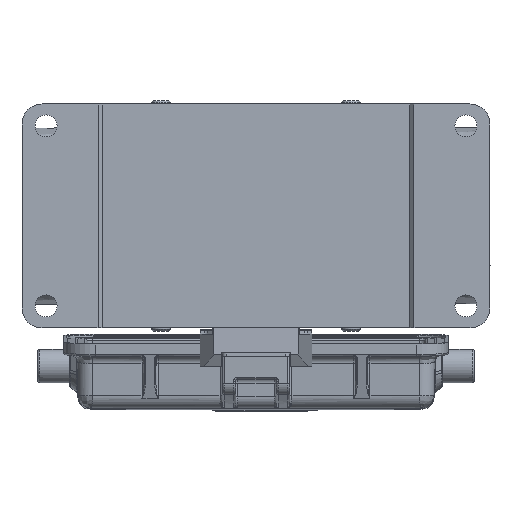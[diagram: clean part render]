
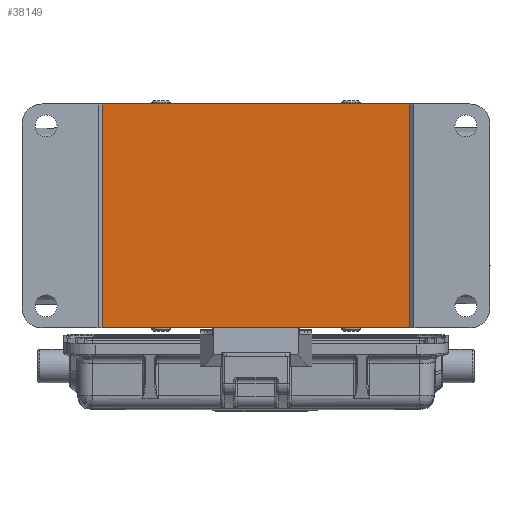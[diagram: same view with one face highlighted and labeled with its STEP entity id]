
A CAD part, front view. The second image highlights one B-rep face of the part: STEP entity #38149.
In plain terms, the highlighted planar face has unit normal (0, -1, 0).
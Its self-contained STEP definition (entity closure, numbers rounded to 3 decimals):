
#2938 = LINE ( 'NONE', #2939, #36187 ) ;
#2939 = CARTESIAN_POINT ( 'NONE',  ( 38.5, -23., 33.6 ) ) ;
#2940 = DIRECTION ( 'NONE',  ( 0., 0., 1. ) ) ;
#2941 = LINE ( 'NONE', #2942, #36181 ) ;
#2942 = CARTESIAN_POINT ( 'NONE',  ( 58.5, -23., -28. ) ) ;
#2943 = DIRECTION ( 'NONE',  ( -1., 0., 0. ) ) ;
#2944 = LINE ( 'NONE', #2945, #36211 ) ;
#2945 = CARTESIAN_POINT ( 'NONE',  ( -58.5, -23., 28. ) ) ;
#2946 = DIRECTION ( 'NONE',  ( 1., 0., 0. ) ) ;
#2947 = LINE ( 'NONE', #2948, #36198 ) ;
#2948 = CARTESIAN_POINT ( 'NONE',  ( -38.5, -23., 33.6 ) ) ;
#2949 = DIRECTION ( 'NONE',  ( 0., 0., -1. ) ) ;
#16162 = FACE_OUTER_BOUND ( 'NONE', #39077, .T. ) ;
#16166 = AXIS2_PLACEMENT_3D ( 'NONE', #17251, #17252, #17254 ) ;
#17249 = PLANE ( 'NONE',  #16166 ) ;
#17251 = CARTESIAN_POINT ( 'NONE',  ( 38.5, -23., 33.6 ) ) ;
#17252 = DIRECTION ( 'NONE',  ( 0., 1., 0. ) ) ;
#17254 = DIRECTION ( 'NONE',  ( 0., 0., 1. ) ) ;
#32466 = CARTESIAN_POINT ( 'NONE',  ( 38.5, -23., -28. ) ) ;
#32467 = CARTESIAN_POINT ( 'NONE',  ( -38.5, -23., -28. ) ) ;
#32468 = CARTESIAN_POINT ( 'NONE',  ( 38.5, -23., 28. ) ) ;
#32470 = CARTESIAN_POINT ( 'NONE',  ( -38.5, -23., 28. ) ) ;
#34310 = ORIENTED_EDGE ( 'NONE', *, *, #36919, .F. ) ;
#34311 = ORIENTED_EDGE ( 'NONE', *, *, #36920, .F. ) ;
#34312 = ORIENTED_EDGE ( 'NONE', *, *, #36918, .T. ) ;
#34313 = ORIENTED_EDGE ( 'NONE', *, *, #36921, .T. ) ;
#36181 = VECTOR ( 'NONE', #2943, 1000. ) ;
#36187 = VECTOR ( 'NONE', #2940, 1000. ) ;
#36198 = VECTOR ( 'NONE', #2949, 1000. ) ;
#36211 = VECTOR ( 'NONE', #2946, 1000. ) ;
#36918 = EDGE_CURVE ( 'NONE', #48467, #48472, #2938, .T. ) ;
#36919 = EDGE_CURVE ( 'NONE', #48467, #48468, #2941, .T. ) ;
#36920 = EDGE_CURVE ( 'NONE', #48474, #48472, #2944, .T. ) ;
#36921 = EDGE_CURVE ( 'NONE', #48474, #48468, #2947, .T. ) ;
#38149 = ADVANCED_FACE ( 'NONE', ( #16162 ), #17249, .F. ) ;
#39077 = EDGE_LOOP ( 'NONE', ( #34310, #34312, #34311, #34313 ) ) ;
#48467 = VERTEX_POINT ( 'NONE', #32466 ) ;
#48468 = VERTEX_POINT ( 'NONE', #32467 ) ;
#48472 = VERTEX_POINT ( 'NONE', #32468 ) ;
#48474 = VERTEX_POINT ( 'NONE', #32470 ) ;
